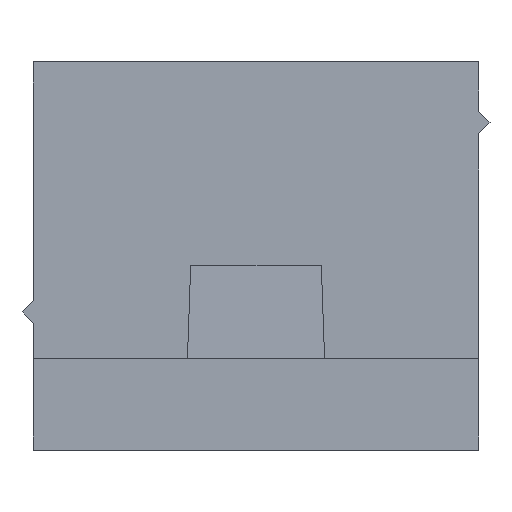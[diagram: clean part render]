
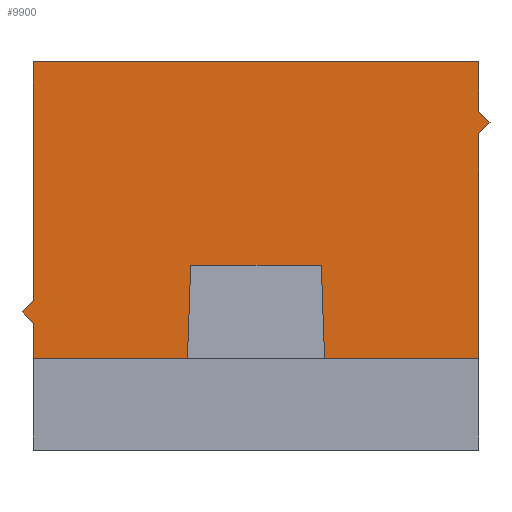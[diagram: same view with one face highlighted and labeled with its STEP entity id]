
A CAD part, left-side view. The second image highlights one B-rep face of the part: STEP entity #9900.
In plain terms, the highlighted face is planar.
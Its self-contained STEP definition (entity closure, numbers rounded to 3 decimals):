
#60=CARTESIAN_POINT('',(1.078,19.,
15.));
#70=DIRECTION('',(1.,0.,0.));
#80=VECTOR('',#70,1.);
#90=LINE('',#60,#80);
#100=CARTESIAN_POINT('',(-56.15,19.,
15.));
#110=VERTEX_POINT('',#100);
#120=CARTESIAN_POINT('',(-36.65,19.,
15.));
#130=VERTEX_POINT('',#120);
#140=EDGE_CURVE('',#110,#130,#90,.T.);
#4370=CARTESIAN_POINT('',(-36.65,19.,
2.));
#4380=VERTEX_POINT('',#4370);
#4410=CARTESIAN_POINT('',(1.078,19.,
2.));
#4420=DIRECTION('',(1.,0.,0.));
#4430=VECTOR('',#4420,1.);
#4440=LINE('',#4410,#4430);
#4450=CARTESIAN_POINT('',(-44.897,19.,
2.));
#4460=VERTEX_POINT('',#4450);
#4470=EDGE_CURVE('',#4460,#4380,#4440,.T.);
#4920=CARTESIAN_POINT('',(-47.903,19.,
2.));
#4930=VERTEX_POINT('',#4920);
#4960=CARTESIAN_POINT('',(-56.15,19.,
2.));
#4970=VERTEX_POINT('',#4960);
#4980=EDGE_CURVE('',#4970,#4930,#4440,.T.);
#5500=CARTESIAN_POINT('',(-36.65,19.,
0.));
#5510=DIRECTION('',(0.,0.,1.));
#5520=VECTOR('',#5510,1.);
#5530=LINE('',#5500,#5520);
#5540=CARTESIAN_POINT('',(-36.65,19.,4.55));
#5550=VERTEX_POINT('',#5540);
#5560=EDGE_CURVE('',#5550,#130,#5530,.T.);
#5880=CARTESIAN_POINT('',(0.578,19.,
-32.678));
#5890=DIRECTION('',(0.707,0.,
-0.707));
#5900=VECTOR('',#5890,1.);
#5910=LINE('',#5880,#5900);
#5920=CARTESIAN_POINT('',(-36.15,19.,4.05));
#5930=VERTEX_POINT('',#5920);
#5940=EDGE_CURVE('',#5550,#5930,#5910,.T.);
#6350=CARTESIAN_POINT('',(0.578,19.,
40.778));
#6360=DIRECTION('',(-0.707,0.,
-0.707));
#6370=VECTOR('',#6360,1.);
#6380=LINE('',#6350,#6370);
#6390=CARTESIAN_POINT('',(-36.65,19.,
3.55));
#6400=VERTEX_POINT('',#6390);
#6410=EDGE_CURVE('',#5930,#6400,#6380,.T.);
#6590=CARTESIAN_POINT('',(-36.65,19.,
0.));
#6600=DIRECTION('',(0.,0.,1.));
#6610=VECTOR('',#6600,1.);
#6620=LINE('',#6590,#6610);
#6630=EDGE_CURVE('',#4380,#6400,#6620,.T.);
#9060=CARTESIAN_POINT('',(-56.15,19.,
0.));
#9070=DIRECTION('',(0.,0.,-1.));
#9080=VECTOR('',#9070,1.);
#9090=LINE('',#9060,#9080);
#9100=CARTESIAN_POINT('',(-56.15,19.,11.85));
#9110=VERTEX_POINT('',#9100);
#9120=EDGE_CURVE('',#9110,#4970,#9090,.T.);
#9310=CARTESIAN_POINT('',(-46.4,19.,
5.75));
#9320=DIRECTION('',(0.,-1.,0.));
#9330=DIRECTION('',(1.,0.,0.));
#9340=AXIS2_PLACEMENT_3D('',#9310,#9320,#9330);
#9350=PLANE('',#9340);
#9360=CARTESIAN_POINT('',(-44.827,19.,
0.));
#9370=DIRECTION('',(0.035,0.,
-0.999));
#9380=VECTOR('',#9370,1.);
#9390=LINE('',#9360,#9380);
#9400=CARTESIAN_POINT('',(-45.04,19.,
6.1));
#9410=VERTEX_POINT('',#9400);
#9420=EDGE_CURVE('',#9410,#4460,#9390,.T.);
#9430=ORIENTED_EDGE('',*,*,#9420,.F.);
#9440=ORIENTED_EDGE('',*,*,#4470,.F.);
#9450=ORIENTED_EDGE('',*,*,#6630,.F.);
#9460=ORIENTED_EDGE('',*,*,#6410,.T.);
#9470=ORIENTED_EDGE('',*,*,#5940,.T.);
#9480=ORIENTED_EDGE('',*,*,#5560,.F.);
#9490=ORIENTED_EDGE('',*,*,#140,.T.);
#9500=CARTESIAN_POINT('',(-56.15,19.,
0.));
#9510=DIRECTION('',(0.,0.,-1.));
#9520=VECTOR('',#9510,1.);
#9530=LINE('',#9500,#9520);
#9540=CARTESIAN_POINT('',(-56.15,19.,12.85));
#9550=VERTEX_POINT('',#9540);
#9560=EDGE_CURVE('',#110,#9550,#9530,.T.);
#9570=ORIENTED_EDGE('',*,*,#9560,.F.);
#9580=CARTESIAN_POINT('',(1.078,19.,
70.078));
#9590=DIRECTION('',(0.707,0.,
0.707));
#9600=VECTOR('',#9590,1.);
#9610=LINE('',#9580,#9600);
#9620=CARTESIAN_POINT('',(-56.65,19.,12.35));
#9630=VERTEX_POINT('',#9620);
#9640=EDGE_CURVE('',#9630,#9550,#9610,.T.);
#9650=ORIENTED_EDGE('',*,*,#9640,.T.);
#9660=CARTESIAN_POINT('',(-44.3,19.,
0.));
#9670=DIRECTION('',(-0.707,0.,
0.707));
#9680=VECTOR('',#9670,1.);
#9690=LINE('',#9660,#9680);
#9700=EDGE_CURVE('',#9110,#9630,#9690,.T.);
#9710=ORIENTED_EDGE('',*,*,#9700,.T.);
#9720=ORIENTED_EDGE('',*,*,#9120,.F.);
#9730=ORIENTED_EDGE('',*,*,#4980,.F.);
#9740=CARTESIAN_POINT('',(-47.973,19.,
0.));
#9750=DIRECTION('',(0.035,0.,
0.999));
#9760=VECTOR('',#9750,1.);
#9770=LINE('',#9740,#9760);
#9780=CARTESIAN_POINT('',(-47.76,19.,
6.1));
#9790=VERTEX_POINT('',#9780);
#9800=EDGE_CURVE('',#4930,#9790,#9770,.T.);
#9810=ORIENTED_EDGE('',*,*,#9800,.F.);
#9820=CARTESIAN_POINT('',(1.078,19.,
6.1));
#9830=DIRECTION('',(-1.,0.,0.));
#9840=VECTOR('',#9830,1.);
#9850=LINE('',#9820,#9840);
#9860=EDGE_CURVE('',#9410,#9790,#9850,.T.);
#9870=ORIENTED_EDGE('',*,*,#9860,.T.);
#9880=EDGE_LOOP('',(#9870,#9810,#9730,#9720,#9710,#9650,#9570,#9490,
#9480,#9470,#9460,#9450,#9440,#9430));
#9890=FACE_OUTER_BOUND('',#9880,.T.);
#9900=ADVANCED_FACE('',(#9890),#9350,.F.);
